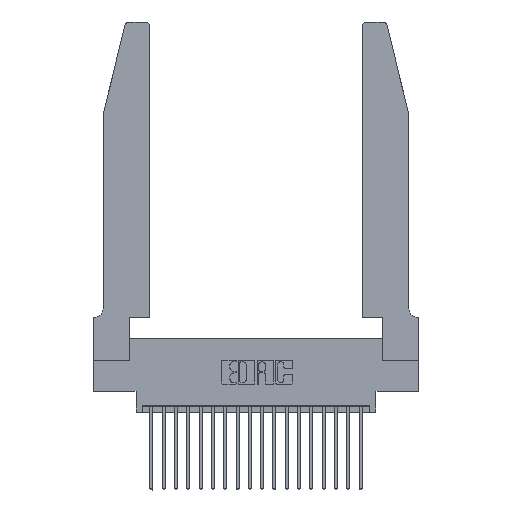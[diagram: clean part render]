
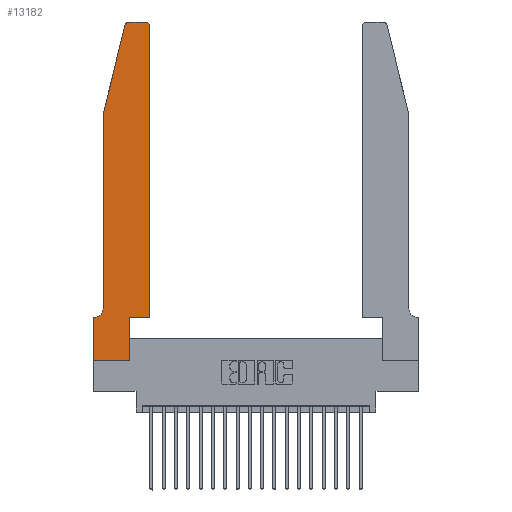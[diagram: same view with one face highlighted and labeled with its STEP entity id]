
A CAD part, top view. The second image highlights one B-rep face of the part: STEP entity #13182.
In plain terms, the highlighted planar face has unit normal (0, 0, 1).
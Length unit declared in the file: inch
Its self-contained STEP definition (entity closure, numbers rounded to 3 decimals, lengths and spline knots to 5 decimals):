
#122 = ORIENTED_EDGE ( 'NONE', *, *, #16998, .T. ) ;
#371 = EDGE_CURVE ( 'NONE', #17892, #18305, #13392, .T. ) ;
#589 = VECTOR ( 'NONE', #21265, 39.37008 ) ;
#629 = DIRECTION ( 'NONE',  ( 1., 0., 0. ) ) ;
#637 = VECTOR ( 'NONE', #16791, 39.37008 ) ;
#850 = CARTESIAN_POINT ( 'NONE',  ( 0.25487, 2.72718, 0.37 ) ) ;
#1028 = CIRCLE ( 'NONE', #11326, 0.03 ) ;
#1650 = ORIENTED_EDGE ( 'NONE', *, *, #20048, .T. ) ;
#1728 = CARTESIAN_POINT ( 'NONE',  ( 0.4205, 2.72, 0.37 ) ) ;
#1796 = CARTESIAN_POINT ( 'NONE',  ( 0., 0.35, 0.37 ) ) ;
#2036 = CARTESIAN_POINT ( 'NONE',  ( 0.284, 2.72, 0.37 ) ) ;
#2463 = CARTESIAN_POINT ( 'NONE',  ( 0.0755, 2., 0.37 ) ) ;
#3572 = LINE ( 'NONE', #4376, #14606 ) ;
#3754 = DIRECTION ( 'NONE',  ( 1., 0., 0. ) ) ;
#4376 = CARTESIAN_POINT ( 'NONE',  ( 0.2865, 0.35, 0.37 ) ) ;
#4933 = ORIENTED_EDGE ( 'NONE', *, *, #12433, .T. ) ;
#5117 = DIRECTION ( 'NONE',  ( -0.239, -0.971, 0. ) ) ;
#5419 = VERTEX_POINT ( 'NONE', #15620 ) ;
#5559 = LINE ( 'NONE', #18361, #13095 ) ;
#5646 = DIRECTION ( 'NONE',  ( 0., 1., 0. ) ) ;
#5714 = LINE ( 'NONE', #5736, #9733 ) ;
#5736 = CARTESIAN_POINT ( 'NONE',  ( 0.4505, 0.35, 0.37 ) ) ;
#5911 = VERTEX_POINT ( 'NONE', #15306 ) ;
#6259 = ORIENTED_EDGE ( 'NONE', *, *, #10651, .T. ) ;
#6320 = EDGE_CURVE ( 'NONE', #5911, #7849, #21911, .T. ) ;
#6396 = CARTESIAN_POINT ( 'NONE',  ( 0.0755, 0.35, 0.37 ) ) ;
#6609 = ORIENTED_EDGE ( 'NONE', *, *, #6726, .T. ) ;
#6615 = EDGE_CURVE ( 'NONE', #18305, #12218, #10515, .T. ) ;
#6714 = ORIENTED_EDGE ( 'NONE', *, *, #16450, .T. ) ;
#6726 = EDGE_CURVE ( 'NONE', #8546, #12115, #5714, .T. ) ;
#6845 = ORIENTED_EDGE ( 'NONE', *, *, #371, .T. ) ;
#7224 = VECTOR ( 'NONE', #5117, 39.37008 ) ;
#7384 = DIRECTION ( 'NONE',  ( 0., -1., 0. ) ) ;
#7849 = VERTEX_POINT ( 'NONE', #1796 ) ;
#7949 = CARTESIAN_POINT ( 'NONE',  ( 0., 0.35, 0.37 ) ) ;
#8546 = VERTEX_POINT ( 'NONE', #10004 ) ;
#8689 = LINE ( 'NONE', #21403, #21927 ) ;
#9459 = CARTESIAN_POINT ( 'NONE',  ( 0.4505, 2.72, 0.37 ) ) ;
#9655 = LINE ( 'NONE', #13682, #7224 ) ;
#9715 = LINE ( 'NONE', #2463, #589 ) ;
#9733 = VECTOR ( 'NONE', #5646, 39.37008 ) ;
#9767 = ORIENTED_EDGE ( 'NONE', *, *, #6320, .T. ) ;
#9946 = EDGE_CURVE ( 'NONE', #12908, #11062, #8689, .T. ) ;
#10004 = CARTESIAN_POINT ( 'NONE',  ( 0.4505, 0.35, 0.37 ) ) ;
#10515 = CIRCLE ( 'NONE', #14788, 0.03 ) ;
#10651 = EDGE_CURVE ( 'NONE', #11062, #17030, #3572, .T. ) ;
#10686 = CARTESIAN_POINT ( 'NONE',  ( 0., 0., 0.37 ) ) ;
#10930 = CARTESIAN_POINT ( 'NONE',  ( 0., 0., 0.37 ) ) ;
#11062 = VERTEX_POINT ( 'NONE', #14365 ) ;
#11204 = DIRECTION ( 'NONE',  ( 0., 1., 0. ) ) ;
#11208 = DIRECTION ( 'NONE',  ( 1., 0., 0. ) ) ;
#11271 = DIRECTION ( 'NONE',  ( 0., 0., 1. ) ) ;
#11326 = AXIS2_PLACEMENT_3D ( 'NONE', #1728, #13754, #15506 ) ;
#11513 = CARTESIAN_POINT ( 'NONE',  ( 0.2865, 0.35, 0.37 ) ) ;
#11603 = ORIENTED_EDGE ( 'NONE', *, *, #9946, .T. ) ;
#11984 = AXIS2_PLACEMENT_3D ( 'NONE', #13295, #21961, #22244 ) ;
#12115 = VERTEX_POINT ( 'NONE', #9459 ) ;
#12218 = VERTEX_POINT ( 'NONE', #850 ) ;
#12247 = DIRECTION ( 'NONE',  ( 0., 0., 1. ) ) ;
#12433 = EDGE_CURVE ( 'NONE', #15631, #5911, #12890, .T. ) ;
#12890 = CIRCLE ( 'NONE', #11984, 0.07 ) ;
#12908 = VERTEX_POINT ( 'NONE', #10930 ) ;
#13095 = VECTOR ( 'NONE', #11208, 39.37008 ) ;
#13182 = ADVANCED_FACE ( 'NONE', ( #19876 ), #14906, .T. ) ;
#13295 = CARTESIAN_POINT ( 'NONE',  ( 0.0055, 0.42, 0.37 ) ) ;
#13392 = LINE ( 'NONE', #17382, #20686 ) ;
#13426 = ORIENTED_EDGE ( 'NONE', *, *, #21129, .T. ) ;
#13682 = CARTESIAN_POINT ( 'NONE',  ( 0.0755, 2., 0.37 ) ) ;
#13754 = DIRECTION ( 'NONE',  ( 0., 0., 1. ) ) ;
#14365 = CARTESIAN_POINT ( 'NONE',  ( 0.2865, 0., 0.37 ) ) ;
#14606 = VECTOR ( 'NONE', #11204, 39.37008 ) ;
#14788 = AXIS2_PLACEMENT_3D ( 'NONE', #2036, #12247, #3754 ) ;
#14906 = PLANE ( 'NONE',  #15041 ) ;
#14986 = DIRECTION ( 'NONE',  ( 1., 0., 0. ) ) ;
#15041 = AXIS2_PLACEMENT_3D ( 'NONE', #7949, #11271, #14986 ) ;
#15306 = CARTESIAN_POINT ( 'NONE',  ( 0.0055, 0.35, 0.37 ) ) ;
#15506 = DIRECTION ( 'NONE',  ( 1., 0., 0. ) ) ;
#15543 = ORIENTED_EDGE ( 'NONE', *, *, #6615, .T. ) ;
#15620 = CARTESIAN_POINT ( 'NONE',  ( 0.0755, 2., 0.37 ) ) ;
#15631 = VERTEX_POINT ( 'NONE', #20871 ) ;
#16374 = LINE ( 'NONE', #10686, #21497 ) ;
#16450 = EDGE_CURVE ( 'NONE', #7849, #12908, #16374, .T. ) ;
#16626 = EDGE_CURVE ( 'NONE', #12115, #17892, #1028, .T. ) ;
#16791 = DIRECTION ( 'NONE',  ( -1., 0., 0. ) ) ;
#16998 = EDGE_CURVE ( 'NONE', #17030, #8546, #5559, .T. ) ;
#17030 = VERTEX_POINT ( 'NONE', #11513 ) ;
#17382 = CARTESIAN_POINT ( 'NONE',  ( 0.2605, 2.75, 0.37 ) ) ;
#17728 = CARTESIAN_POINT ( 'NONE',  ( 0.284, 2.75, 0.37 ) ) ;
#17892 = VERTEX_POINT ( 'NONE', #21928 ) ;
#18305 = VERTEX_POINT ( 'NONE', #17728 ) ;
#18361 = CARTESIAN_POINT ( 'NONE',  ( 0.4505, 0.35, 0.37 ) ) ;
#19645 = EDGE_LOOP ( 'NONE', ( #6845, #15543, #13426, #1650, #4933, #9767, #6714, #11603, #6259, #122, #6609, #19992 ) ) ;
#19876 = FACE_OUTER_BOUND ( 'NONE', #19645, .T. ) ;
#19992 = ORIENTED_EDGE ( 'NONE', *, *, #16626, .T. ) ;
#20048 = EDGE_CURVE ( 'NONE', #5419, #15631, #9715, .T. ) ;
#20341 = DIRECTION ( 'NONE',  ( -1., 0., 0. ) ) ;
#20686 = VECTOR ( 'NONE', #20341, 39.37008 ) ;
#20871 = CARTESIAN_POINT ( 'NONE',  ( 0.0755, 0.42, 0.37 ) ) ;
#21129 = EDGE_CURVE ( 'NONE', #12218, #5419, #9655, .T. ) ;
#21265 = DIRECTION ( 'NONE',  ( 0., -1., 0. ) ) ;
#21403 = CARTESIAN_POINT ( 'NONE',  ( 0., 0., 0.37 ) ) ;
#21497 = VECTOR ( 'NONE', #7384, 39.37008 ) ;
#21911 = LINE ( 'NONE', #6396, #637 ) ;
#21927 = VECTOR ( 'NONE', #629, 39.37008 ) ;
#21928 = CARTESIAN_POINT ( 'NONE',  ( 0.4205, 2.75, 0.37 ) ) ;
#21961 = DIRECTION ( 'NONE',  ( 0., 0., -1. ) ) ;
#22244 = DIRECTION ( 'NONE',  ( -1., 0., 0. ) ) ;
